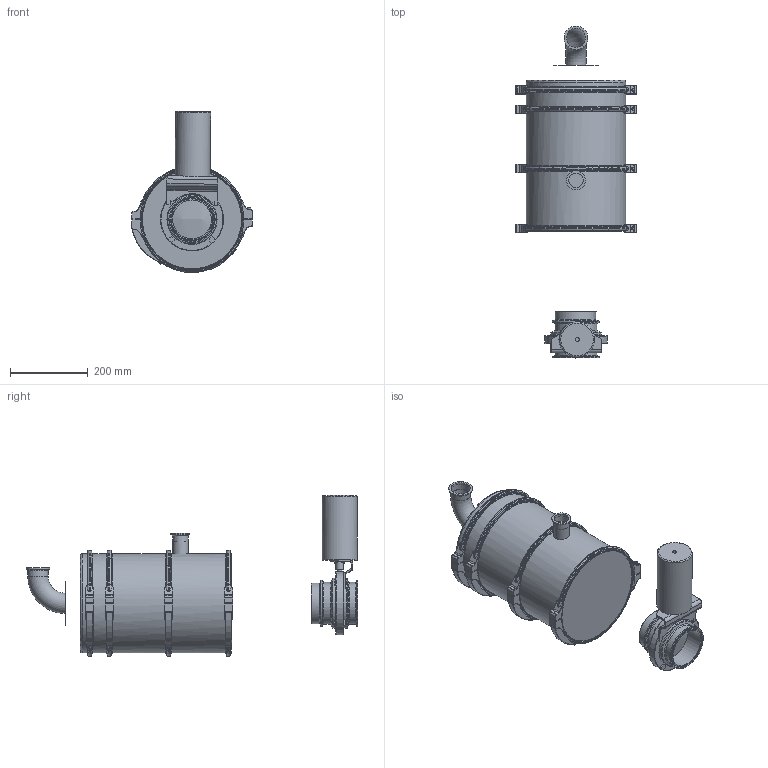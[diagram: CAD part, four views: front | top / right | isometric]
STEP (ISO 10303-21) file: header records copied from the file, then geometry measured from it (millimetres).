
FILE_DESCRIPTION(/* description */ (''),/* implementation_level */ '2;1');
FILE_NAME(/* name */ '3D_tmf08tc4spcc5m10.stp',/* time_stamp */ '2023-01-03T12:02:26+01:00',/* author */ ('enginyeria2'),/* organization */ (''),/* preprocessor_version */ 'ST-DEVELOPER v17',/* originating_system */ 'Autodesk Inventor 2019',/* authorisation */ '');
FILE_SCHEMA (('AUTOMOTIVE_DESIGN { 1 0 10303 214 3 1 1 }'));
Length unit declared in the file: centimetre
Products named in the file (1): Pieza1
Bounding box: 311.41 x 854.21 x 414.72 mm (x, y, z)
Volume: 28693262.2 mm3; surface area: 959454.8 mm2
Topology: 2 solids, 10 shells, 1627 faces, 4299 edges, 2673 vertices
Faces by surface type: cylinder 439, plane 401, bspline 288, torus 271, cone 194, sphere 34
Full cylindrical faces by diameter (mm): 5.5 x4, 8 x8, 8.5 x8, 10 x1, 11.8 x1, 16 x1, 19.7 x1, 22 x1, 37 x1, 40 x1, 49 x2, 52 x1, 61 x1, 90 x1, 100 x3, 104 x1, 108 x2, 119 x3, 129 x2, 162 x1, 255.479 x5
Entity records: 66868 total; most frequent: CARTESIAN_POINT 26205, ORIENTED_EDGE 8598, DIRECTION 7944, EDGE_CURVE 4299, AXIS2_PLACEMENT_3D 3202, VERTEX_POINT 2673, CIRCLE 1822, EDGE_LOOP 1658
